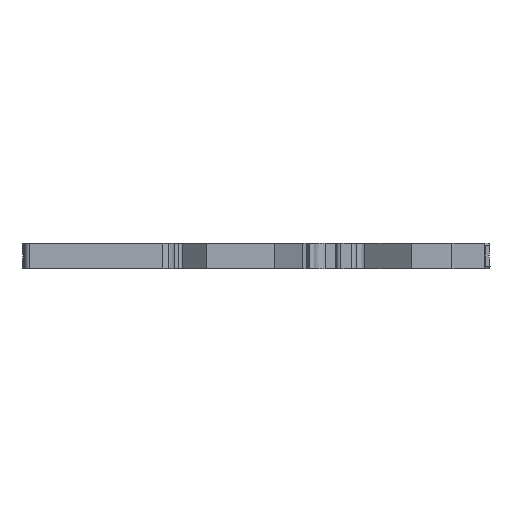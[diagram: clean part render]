
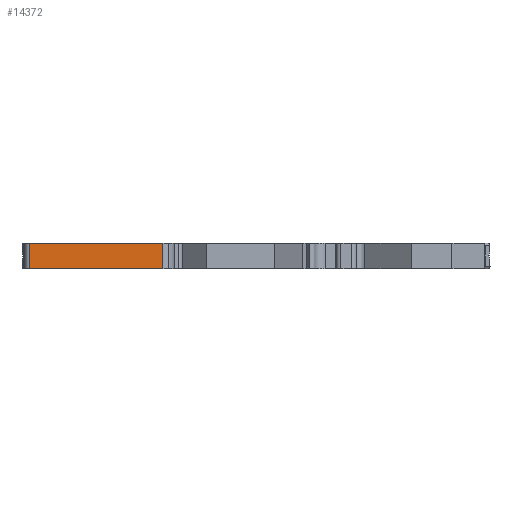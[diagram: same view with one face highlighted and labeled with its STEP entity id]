
A CAD part, front view. The second image highlights one B-rep face of the part: STEP entity #14372.
In plain terms, the highlighted planar face has unit normal (0, -1, 0).
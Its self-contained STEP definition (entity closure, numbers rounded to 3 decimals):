
#4225=DIRECTION('',(0.,0.,-1.));
#4226=VECTOR('',#4225,5.);
#4227=CARTESIAN_POINT('',(-44.05,-6.,2.5));
#4228=LINE('',#4227,#4226);
#4229=DIRECTION('',(0.,0.,-1.));
#4230=VECTOR('',#4229,5.);
#4231=CARTESIAN_POINT('',(-18.05,-6.,2.5));
#4232=LINE('',#4231,#4230);
#4233=DIRECTION('',(-1.,0.,0.));
#4234=VECTOR('',#4233,26.);
#4235=CARTESIAN_POINT('',(-18.05,-6.,-2.5));
#4236=LINE('',#4235,#4234);
#4237=DIRECTION('',(1.,0.,0.));
#4238=VECTOR('',#4237,26.);
#4239=CARTESIAN_POINT('',(-44.05,-6.,2.5));
#4240=LINE('',#4239,#4238);
#6849=CARTESIAN_POINT('',(-44.05,-6.,-2.5));
#6850=VERTEX_POINT('',#6849);
#6851=CARTESIAN_POINT('',(-18.05,-6.,-2.5));
#6852=VERTEX_POINT('',#6851);
#6965=CARTESIAN_POINT('',(-18.05,-6.,2.5));
#6966=VERTEX_POINT('',#6965);
#6967=CARTESIAN_POINT('',(-44.05,-6.,2.5));
#6968=VERTEX_POINT('',#6967);
#14360=CARTESIAN_POINT('',(-31.05,-6.,0.));
#14361=DIRECTION('',(0.,1.,0.));
#14362=DIRECTION('',(1.,0.,0.));
#14363=AXIS2_PLACEMENT_3D('',#14360,#14361,#14362);
#14364=PLANE('',#14363);
#14366=ORIENTED_EDGE('',*,*,#14365,.T.);
#14367=ORIENTED_EDGE('',*,*,#9804,.T.);
#14368=ORIENTED_EDGE('',*,*,#14355,.F.);
#14369=ORIENTED_EDGE('',*,*,#8550,.T.);
#14370=EDGE_LOOP('',(#14366,#14367,#14368,#14369));
#14371=FACE_OUTER_BOUND('',#14370,.F.);
#8550=EDGE_CURVE('',#6968,#6966,#4240,.T.);
#9804=EDGE_CURVE('',#6852,#6850,#4236,.T.);
#14355=EDGE_CURVE('',#6968,#6850,#4228,.T.);
#14365=EDGE_CURVE('',#6966,#6852,#4232,.T.);
#14372=ADVANCED_FACE('',(#14371),#14364,.F.);
